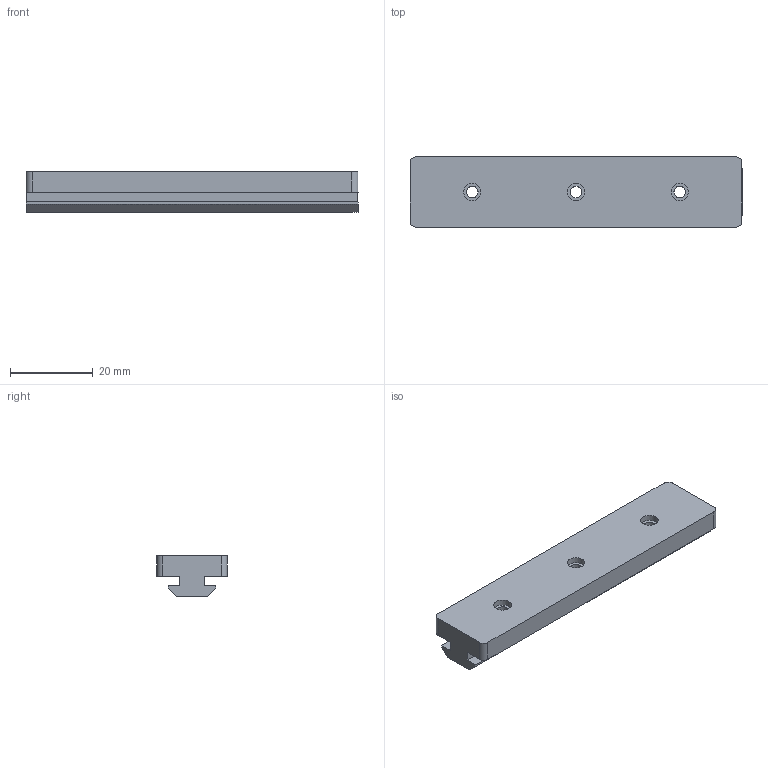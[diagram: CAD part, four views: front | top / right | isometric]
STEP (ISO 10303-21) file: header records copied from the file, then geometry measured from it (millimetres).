
FILE_DESCRIPTION (( 'STEP AP214' ), '1' );
FILE_NAME ('093sm06s02.STEP', '2015-04-23T06:26:03', ( 'Admin' ), ( 'Hewlett-Packard Company' ), 'SwSTEP 2.0', 'SolidWorks 2014', '' );
FILE_SCHEMA (( 'AUTOMOTIVE_DESIGN' ));
Length unit declared in the file: millimetre
Products named in the file (1): 093sm06s02
Bounding box: 80 x 17 x 9.8 mm (x, y, z)
Volume: 9358.2 mm3; surface area: 5572.4 mm2
Topology: 1 solids, 1 shells, 44 faces, 105 edges, 70 vertices
Faces by surface type: plane 27, cylinder 17
Full cylindrical faces by diameter (mm): 2.8 x3, 4.2 x6
Entity records: 1548 total; most frequent: DIRECTION 220, CARTESIAN_POINT 211, ORIENTED_EDGE 192, EDGE_CURVE 96, AXIS2_PLACEMENT_3D 79, VERTEX_POINT 70, EDGE_LOOP 66, VECTOR 62
